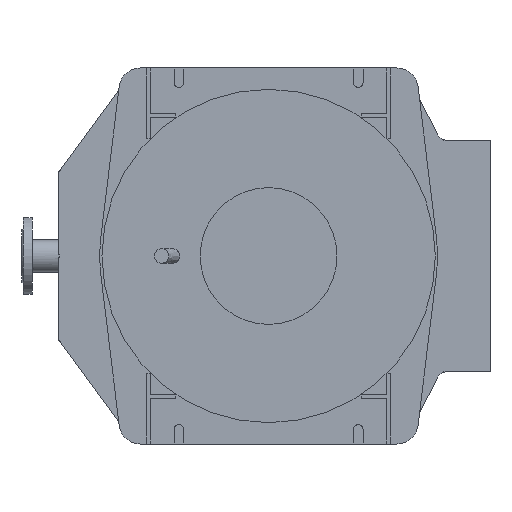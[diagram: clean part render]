
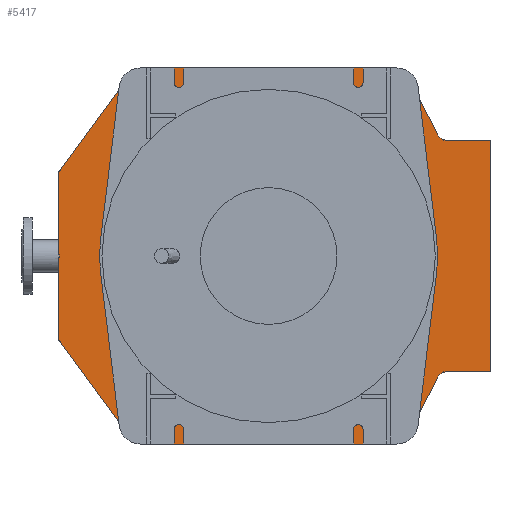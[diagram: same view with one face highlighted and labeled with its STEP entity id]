
A CAD part, left-side view. The second image highlights one B-rep face of the part: STEP entity #5417.
In plain terms, the highlighted planar face has unit normal (-1, 0, 0).
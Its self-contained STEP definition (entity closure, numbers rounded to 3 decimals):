
#176=CIRCLE('',#5717,25.);
#196=CIRCLE('',#5741,25.);
#197=CIRCLE('',#5745,25.);
#198=CIRCLE('',#5748,25.);
#199=CIRCLE('',#5751,25.);
#200=CIRCLE('',#5753,25.);
#201=CIRCLE('',#5756,25.);
#202=CIRCLE('',#5759,25.);
#209=CIRCLE('',#5781,5.);
#210=CIRCLE('',#5783,5.);
#211=CIRCLE('',#5785,5.);
#263=CIRCLE('',#5904,5.);
#607=FACE_OUTER_BOUND('',#890,.T.);
#890=EDGE_LOOP('',(#4384,#4385,#4386,#4387,#4388,#4389,#4390,#4391,#4392,
#4393,#4394,#4395,#4396,#4397,#4398,#4399,#4400,#4401,#4402,#4403,#4404,
#4405,#4406,#4407));
#1119=LINE('',#7976,#1653);
#1130=LINE('',#7997,#1664);
#1179=LINE('',#8164,#1713);
#1180=LINE('',#8167,#1714);
#1183=LINE('',#8175,#1717);
#1186=LINE('',#8183,#1720);
#1190=LINE('',#8195,#1724);
#1193=LINE('',#8203,#1727);
#1196=LINE('',#8210,#1730);
#1201=LINE('',#8220,#1735);
#1313=LINE('',#8912,#1847);
#1319=LINE('',#8923,#1853);
#1653=VECTOR('',#6370,10.);
#1664=VECTOR('',#6387,10.);
#1713=VECTOR('',#6508,10.);
#1714=VECTOR('',#6511,10.);
#1717=VECTOR('',#6520,10.);
#1720=VECTOR('',#6529,10.);
#1724=VECTOR('',#6543,10.);
#1727=VECTOR('',#6552,10.);
#1730=VECTOR('',#6561,10.);
#1735=VECTOR('',#6576,10.);
#1847=VECTOR('',#6890,10.);
#1853=VECTOR('',#6902,10.);
#2201=VERTEX_POINT('',#7973);
#2202=VERTEX_POINT('',#7975);
#2209=VERTEX_POINT('',#7995);
#2224=VERTEX_POINT('',#8055);
#2226=VERTEX_POINT('',#8059);
#2268=VERTEX_POINT('',#8154);
#2269=VERTEX_POINT('',#8156);
#2270=VERTEX_POINT('',#8160);
#2271=VERTEX_POINT('',#8162);
#2272=VERTEX_POINT('',#8166);
#2273=VERTEX_POINT('',#8170);
#2274=VERTEX_POINT('',#8174);
#2275=VERTEX_POINT('',#8178);
#2276=VERTEX_POINT('',#8182);
#2277=VERTEX_POINT('',#8188);
#2278=VERTEX_POINT('',#8189);
#2279=VERTEX_POINT('',#8194);
#2280=VERTEX_POINT('',#8198);
#2281=VERTEX_POINT('',#8202);
#2282=VERTEX_POINT('',#8206);
#2288=VERTEX_POINT('',#8252);
#2291=VERTEX_POINT('',#8269);
#2294=VERTEX_POINT('',#8286);
#2407=VERTEX_POINT('',#8921);
#2780=EDGE_CURVE('',#2202,#2201,#1119,.T.);
#2792=EDGE_CURVE('',#2201,#2209,#1130,.T.);
#2816=EDGE_CURVE('',#2224,#2226,#176,.T.);
#2865=EDGE_CURVE('',#2269,#2268,#196,.T.);
#2869=EDGE_CURVE('',#2270,#2271,#1179,.T.);
#2870=EDGE_CURVE('',#2226,#2272,#1180,.T.);
#2872=EDGE_CURVE('',#2272,#2273,#197,.T.);
#2874=EDGE_CURVE('',#2273,#2274,#1183,.T.);
#2876=EDGE_CURVE('',#2274,#2275,#198,.T.);
#2878=EDGE_CURVE('',#2275,#2276,#1186,.T.);
#2880=EDGE_CURVE('',#2276,#2202,#199,.T.);
#2881=EDGE_CURVE('',#2277,#2278,#200,.T.);
#2884=EDGE_CURVE('',#2278,#2279,#1190,.T.);
#2886=EDGE_CURVE('',#2279,#2280,#201,.T.);
#2888=EDGE_CURVE('',#2280,#2281,#1193,.T.);
#2890=EDGE_CURVE('',#2281,#2282,#202,.T.);
#2892=EDGE_CURVE('',#2282,#2269,#1196,.T.);
#2897=EDGE_CURVE('',#2209,#2277,#1201,.T.);
#2915=EDGE_CURVE('',#2288,#2270,#209,.T.);
#2920=EDGE_CURVE('',#2268,#2291,#210,.T.);
#2924=EDGE_CURVE('',#2271,#2294,#211,.T.);
#3090=EDGE_CURVE('',#2291,#2288,#1313,.T.);
#3096=EDGE_CURVE('',#2294,#2407,#1319,.T.);
#3123=EDGE_CURVE('',#2407,#2224,#263,.T.);
#4384=ORIENTED_EDGE('',*,*,#2869,.T.);
#4385=ORIENTED_EDGE('',*,*,#2924,.T.);
#4386=ORIENTED_EDGE('',*,*,#3096,.T.);
#4387=ORIENTED_EDGE('',*,*,#3123,.T.);
#4388=ORIENTED_EDGE('',*,*,#2816,.T.);
#4389=ORIENTED_EDGE('',*,*,#2870,.T.);
#4390=ORIENTED_EDGE('',*,*,#2872,.T.);
#4391=ORIENTED_EDGE('',*,*,#2874,.T.);
#4392=ORIENTED_EDGE('',*,*,#2876,.T.);
#4393=ORIENTED_EDGE('',*,*,#2878,.T.);
#4394=ORIENTED_EDGE('',*,*,#2880,.T.);
#4395=ORIENTED_EDGE('',*,*,#2780,.T.);
#4396=ORIENTED_EDGE('',*,*,#2792,.T.);
#4397=ORIENTED_EDGE('',*,*,#2897,.T.);
#4398=ORIENTED_EDGE('',*,*,#2881,.T.);
#4399=ORIENTED_EDGE('',*,*,#2884,.T.);
#4400=ORIENTED_EDGE('',*,*,#2886,.T.);
#4401=ORIENTED_EDGE('',*,*,#2888,.T.);
#4402=ORIENTED_EDGE('',*,*,#2890,.T.);
#4403=ORIENTED_EDGE('',*,*,#2892,.T.);
#4404=ORIENTED_EDGE('',*,*,#2865,.T.);
#4405=ORIENTED_EDGE('',*,*,#2920,.T.);
#4406=ORIENTED_EDGE('',*,*,#3090,.T.);
#4407=ORIENTED_EDGE('',*,*,#2915,.T.);
#5194=PLANE('',#5909);
#5417=ADVANCED_FACE('',(#607),#5194,.F.);
#5717=AXIS2_PLACEMENT_3D('',#8061,#6424,#6425);
#5741=AXIS2_PLACEMENT_3D('',#8157,#6501,#6502);
#5745=AXIS2_PLACEMENT_3D('',#8171,#6515,#6516);
#5748=AXIS2_PLACEMENT_3D('',#8179,#6524,#6525);
#5751=AXIS2_PLACEMENT_3D('',#8186,#6533,#6534);
#5753=AXIS2_PLACEMENT_3D('',#8190,#6537,#6538);
#5756=AXIS2_PLACEMENT_3D('',#8199,#6547,#6548);
#5759=AXIS2_PLACEMENT_3D('',#8207,#6556,#6557);
#5781=AXIS2_PLACEMENT_3D('',#8253,#6618,#6619);
#5783=AXIS2_PLACEMENT_3D('',#8271,#6625,#6626);
#5785=AXIS2_PLACEMENT_3D('',#8288,#6631,#6632);
#5904=AXIS2_PLACEMENT_3D('',#9052,#6990,#6991);
#5909=AXIS2_PLACEMENT_3D('',#9058,#7001,#7002);
#6370=DIRECTION('',(0.,-1.,0.));
#6387=DIRECTION('',(0.,0.,1.));
#6424=DIRECTION('center_axis',(-1.,0.,0.));
#6425=DIRECTION('ref_axis',(0.,1.,0.));
#6501=DIRECTION('center_axis',(-1.,0.,0.));
#6502=DIRECTION('ref_axis',(0.,0.806,0.591));
#6508=DIRECTION('',(0.,0.,-1.));
#6511=DIRECTION('',(0.,-0.591,-0.806));
#6515=DIRECTION('center_axis',(-1.,0.,0.));
#6516=DIRECTION('ref_axis',(0.,0.806,-0.591));
#6520=DIRECTION('',(0.,-1.,0.));
#6524=DIRECTION('center_axis',(-1.,0.,0.));
#6525=DIRECTION('ref_axis',(0.,0.,-1.));
#6529=DIRECTION('',(0.,-0.458,0.889));
#6533=DIRECTION('center_axis',(1.,0.,0.));
#6534=DIRECTION('ref_axis',(0.,0.,-1.));
#6537=DIRECTION('center_axis',(1.,0.,0.));
#6538=DIRECTION('ref_axis',(0.,-0.889,0.458));
#6543=DIRECTION('',(0.,0.458,0.889));
#6547=DIRECTION('center_axis',(-1.,0.,0.));
#6548=DIRECTION('ref_axis',(0.,-0.889,0.458));
#6552=DIRECTION('',(0.,1.,0.));
#6556=DIRECTION('center_axis',(-1.,0.,0.));
#6557=DIRECTION('ref_axis',(0.,0.,1.));
#6561=DIRECTION('',(0.,0.591,-0.806));
#6576=DIRECTION('',(0.,1.,0.));
#6618=DIRECTION('center_axis',(-1.,0.,0.));
#6619=DIRECTION('ref_axis',(0.,0.,-1.));
#6625=DIRECTION('center_axis',(-1.,0.,0.));
#6626=DIRECTION('ref_axis',(0.,1.,0.));
#6631=DIRECTION('center_axis',(-1.,0.,0.));
#6632=DIRECTION('ref_axis',(0.,1.,0.));
#6890=DIRECTION('',(0.,0.,-1.));
#6902=DIRECTION('',(0.,0.,-1.));
#6990=DIRECTION('center_axis',(-1.,0.,0.));
#6991=DIRECTION('ref_axis',(0.,0.,-1.));
#7001=DIRECTION('center_axis',(1.,0.,0.));
#7002=DIRECTION('ref_axis',(0.,0.,-1.));
#7973=CARTESIAN_POINT('',(0.,-518.,-270.));
#7975=CARTESIAN_POINT('',(0.,-418.,-270.));
#7976=CARTESIAN_POINT('',(0.,-418.,-270.));
#7995=CARTESIAN_POINT('',(0.,-518.,270.));
#7997=CARTESIAN_POINT('',(0.,-518.,-270.));
#8055=CARTESIAN_POINT('',(0.,487.953,-199.908));
#8059=CARTESIAN_POINT('',(0.,485.16,-204.784));
#8061=CARTESIAN_POINT('Origin',(0.,465.,-190.));
#8154=CARTESIAN_POINT('',(0.,487.953,199.908));
#8156=CARTESIAN_POINT('',(0.,485.16,204.784));
#8157=CARTESIAN_POINT('Origin',(0.,465.,190.));
#8160=CARTESIAN_POINT('',(0.,490.,3.5));
#8162=CARTESIAN_POINT('',(0.,490.,-3.5));
#8164=CARTESIAN_POINT('',(0.,490.,190.));
#8166=CARTESIAN_POINT('',(0.,320.16,-429.784));
#8167=CARTESIAN_POINT('',(0.,485.16,-204.784));
#8170=CARTESIAN_POINT('',(0.,300.,-440.));
#8171=CARTESIAN_POINT('Origin',(0.,300.,-415.));
#8174=CARTESIAN_POINT('',(0.,-300.,-440.));
#8175=CARTESIAN_POINT('',(0.,300.,-440.));
#8178=CARTESIAN_POINT('',(0.,-322.228,-426.441));
#8179=CARTESIAN_POINT('Origin',(0.,-300.,-415.));
#8182=CARTESIAN_POINT('',(0.,-395.772,-283.559));
#8183=CARTESIAN_POINT('',(0.,-322.228,-426.441));
#8186=CARTESIAN_POINT('Origin',(0.,-418.,-295.));
#8188=CARTESIAN_POINT('',(0.,-418.,270.));
#8189=CARTESIAN_POINT('',(0.,-395.772,283.559));
#8190=CARTESIAN_POINT('Origin',(0.,-418.,295.));
#8194=CARTESIAN_POINT('',(0.,-322.228,426.441));
#8195=CARTESIAN_POINT('',(0.,-395.772,283.559));
#8198=CARTESIAN_POINT('',(0.,-300.,440.));
#8199=CARTESIAN_POINT('Origin',(0.,-300.,415.));
#8202=CARTESIAN_POINT('',(0.,300.,440.));
#8203=CARTESIAN_POINT('',(0.,-300.,440.));
#8206=CARTESIAN_POINT('',(0.,320.16,429.784));
#8207=CARTESIAN_POINT('Origin',(0.,300.,415.));
#8210=CARTESIAN_POINT('',(0.,320.16,429.784));
#8220=CARTESIAN_POINT('',(0.,-518.,270.));
#8252=CARTESIAN_POINT('',(0.,492.,7.5));
#8253=CARTESIAN_POINT('Origin',(0.,487.,7.5));
#8269=CARTESIAN_POINT('',(0.,492.,195.));
#8271=CARTESIAN_POINT('Origin',(0.,487.,195.));
#8286=CARTESIAN_POINT('',(0.,492.,-7.5));
#8288=CARTESIAN_POINT('Origin',(0.,487.,-7.5));
#8912=CARTESIAN_POINT('',(0.,492.,7.5));
#8921=CARTESIAN_POINT('',(0.,492.,-195.));
#8923=CARTESIAN_POINT('',(0.,492.,-195.));
#9052=CARTESIAN_POINT('Origin',(0.,487.,-195.));
#9058=CARTESIAN_POINT('Origin',(0.,0.,0.));
